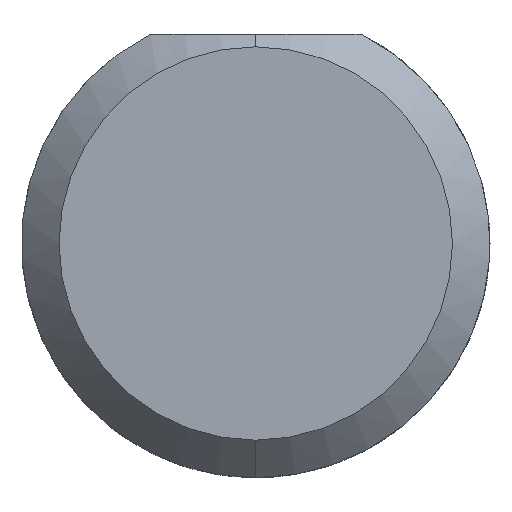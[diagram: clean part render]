
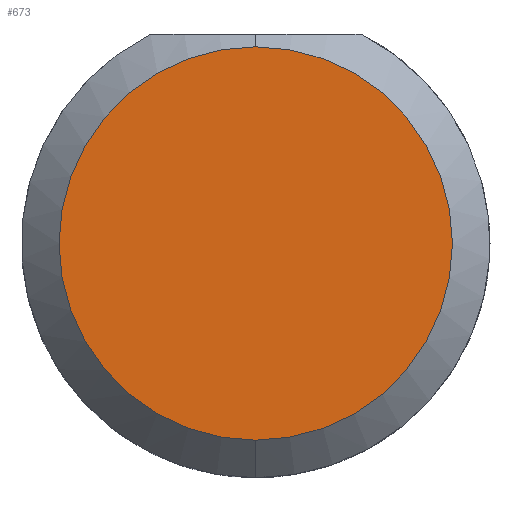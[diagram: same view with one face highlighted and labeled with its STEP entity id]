
A CAD part, left-side view. The second image highlights one B-rep face of the part: STEP entity #673.
In plain terms, the highlighted planar face has unit normal (-1, 0, 0).
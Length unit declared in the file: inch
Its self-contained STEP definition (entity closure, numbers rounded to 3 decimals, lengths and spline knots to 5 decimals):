
#2 = EDGE_CURVE ( 'NONE', #588, #427, #677, .T. ) ;
#15 = EDGE_CURVE ( 'NONE', #427, #588, #636, .T. ) ;
#90 = AXIS2_PLACEMENT_3D ( 'NONE', #201, #563, #384 ) ;
#198 = DIRECTION ( 'NONE',  ( 0., 0., 1. ) ) ;
#201 = CARTESIAN_POINT ( 'NONE',  ( 0., 0., 0. ) ) ;
#239 = FACE_OUTER_BOUND ( 'NONE', #362, .T. ) ;
#285 = CARTESIAN_POINT ( 'NONE',  ( 0., 0., 0.0786 ) ) ;
#352 = CARTESIAN_POINT ( 'NONE',  ( 0., 0., 0. ) ) ;
#359 = AXIS2_PLACEMENT_3D ( 'NONE', #442, #678, #198 ) ;
#362 = EDGE_LOOP ( 'NONE', ( #670, #674 ) ) ;
#363 = DIRECTION ( 'NONE',  ( 0., 0., -1. ) ) ;
#384 = DIRECTION ( 'NONE',  ( 0., 0., 1. ) ) ;
#427 = VERTEX_POINT ( 'NONE', #622 ) ;
#442 = CARTESIAN_POINT ( 'NONE',  ( 0., 0., 0. ) ) ;
#563 = DIRECTION ( 'NONE',  ( -1., 0., 0. ) ) ;
#588 = VERTEX_POINT ( 'NONE', #285 ) ;
#622 = CARTESIAN_POINT ( 'NONE',  ( 0., 0., -0.0786 ) ) ;
#636 = CIRCLE ( 'NONE', #90, 0.0786 ) ;
#659 = DIRECTION ( 'NONE',  ( 1., 0., 0. ) ) ;
#670 = ORIENTED_EDGE ( 'NONE', *, *, #15, .T. ) ;
#673 = ADVANCED_FACE ( 'NONE', ( #239 ), #774, .F. ) ;
#674 = ORIENTED_EDGE ( 'NONE', *, *, #2, .T. ) ;
#677 = CIRCLE ( 'NONE', #359, 0.0786 ) ;
#678 = DIRECTION ( 'NONE',  ( -1., 0., 0. ) ) ;
#748 = AXIS2_PLACEMENT_3D ( 'NONE', #352, #659, #363 ) ;
#774 = PLANE ( 'NONE',  #748 ) ;
